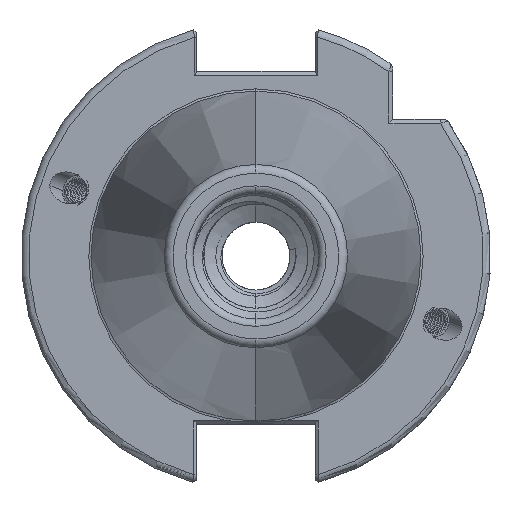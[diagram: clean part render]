
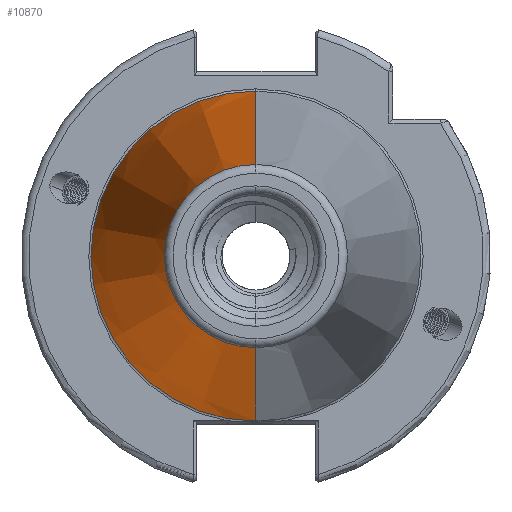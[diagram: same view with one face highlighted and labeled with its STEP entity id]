
A CAD part, left-side view. The second image highlights one B-rep face of the part: STEP entity #10870.
In plain terms, the highlighted conical face has half-angle 8.297 degrees and reference radius 22.692 mm.
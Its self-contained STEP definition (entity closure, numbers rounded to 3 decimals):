
#143 = DIRECTION ( 'NONE',  ( 0., 0., -1. ) ) ;
#153 = CARTESIAN_POINT ( 'NONE',  ( 0., 0., 0. ) ) ;
#186 = DIRECTION ( 'NONE',  ( 1., 0., 0. ) ) ;
#3864 = CARTESIAN_POINT ( 'NONE',  ( -2.5, 0., -22.327 ) ) ;
#3879 = CARTESIAN_POINT ( 'NONE',  ( -2.5, 0., 22.327 ) ) ;
#4513 = AXIS2_PLACEMENT_3D ( 'NONE', #153, #186, #143 ) ;
#4661 = AXIS2_PLACEMENT_3D ( 'NONE', #31064, #31037, #31027 ) ;
#4738 = AXIS2_PLACEMENT_3D ( 'NONE', #30865, #30856, #30889 ) ;
#6486 = VERTEX_POINT ( 'NONE', #19455 ) ;
#6910 = VERTEX_POINT ( 'NONE', #18421 ) ;
#10870 = ADVANCED_FACE ( 'NONE', ( #13626 ), #13600, .T. ) ;
#13600 = CONICAL_SURFACE ( 'NONE', #4513, 22.692, 0.145 ) ;
#13626 = FACE_OUTER_BOUND ( 'NONE', #27224, .T. ) ;
#18421 = CARTESIAN_POINT ( 'NONE',  ( -70.573, 0., -12.4 ) ) ;
#19455 = CARTESIAN_POINT ( 'NONE',  ( -70.573, 0., 12.4 ) ) ;
#26146 = VERTEX_POINT ( 'NONE', #3864 ) ;
#26166 = VERTEX_POINT ( 'NONE', #3879 ) ;
#26407 = ORIENTED_EDGE ( 'NONE', *, *, #28940, .F. ) ;
#26432 = ORIENTED_EDGE ( 'NONE', *, *, #28968, .F. ) ;
#26446 = ORIENTED_EDGE ( 'NONE', *, *, #28936, .T. ) ;
#26452 = ORIENTED_EDGE ( 'NONE', *, *, #28893, .T. ) ;
#27224 = EDGE_LOOP ( 'NONE', ( #26452, #26446, #26432, #26407 ) ) ;
#28893 = EDGE_CURVE ( 'NONE', #6910, #6486, #30784, .T. ) ;
#28936 = EDGE_CURVE ( 'NONE', #6486, #26166, #30357, .T. ) ;
#28940 = EDGE_CURVE ( 'NONE', #6910, #26146, #30347, .T. ) ;
#28968 = EDGE_CURVE ( 'NONE', #26146, #26166, #30374, .T. ) ;
#30339 = VECTOR ( 'NONE', #30972, 1000. ) ;
#30347 = LINE ( 'NONE', #30978, #30370 ) ;
#30357 = LINE ( 'NONE', #30949, #30339 ) ;
#30370 = VECTOR ( 'NONE', #30954, 1000. ) ;
#30374 = CIRCLE ( 'NONE', #4661, 22.327 ) ;
#30784 = CIRCLE ( 'NONE', #4738, 12.4 ) ;
#30856 = DIRECTION ( 'NONE',  ( 1., 0., 0. ) ) ;
#30865 = CARTESIAN_POINT ( 'NONE',  ( -70.573, 0., 0. ) ) ;
#30889 = DIRECTION ( 'NONE',  ( 0., 0., 1. ) ) ;
#30949 = CARTESIAN_POINT ( 'NONE',  ( 0., 0., 22.692 ) ) ;
#30954 = DIRECTION ( 'NONE',  ( 0.99, 0., -0.144 ) ) ;
#30972 = DIRECTION ( 'NONE',  ( 0.99, 0., 0.144 ) ) ;
#30978 = CARTESIAN_POINT ( 'NONE',  ( 0., 0., -22.692 ) ) ;
#31027 = DIRECTION ( 'NONE',  ( 0., 0., -1. ) ) ;
#31037 = DIRECTION ( 'NONE',  ( 1., 0., 0. ) ) ;
#31064 = CARTESIAN_POINT ( 'NONE',  ( -2.5, 0., 0. ) ) ;
